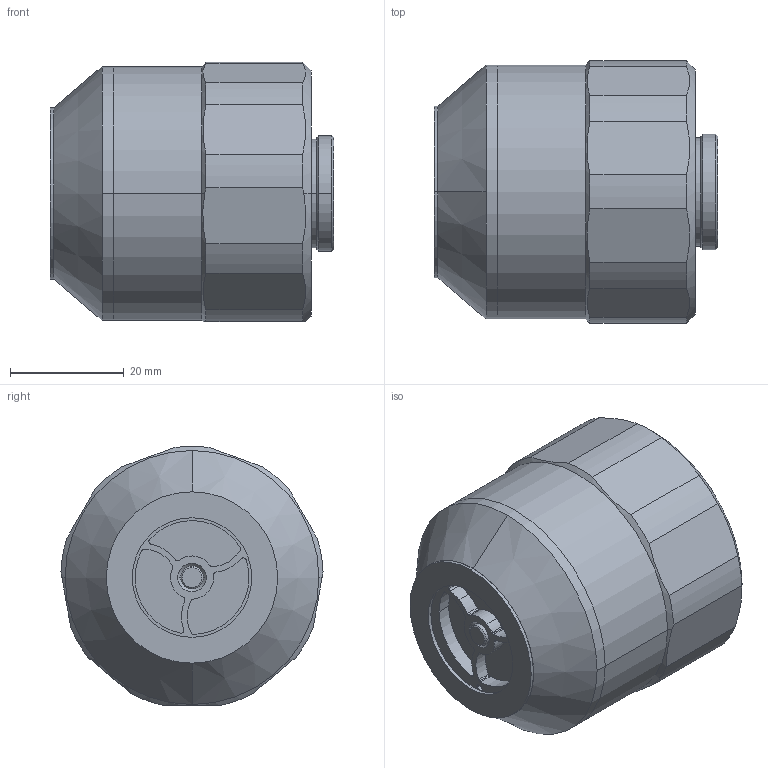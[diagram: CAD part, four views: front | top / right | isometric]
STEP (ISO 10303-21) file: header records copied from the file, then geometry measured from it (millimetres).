
FILE_DESCRIPTION (( 'STEP AP203' ), '1' );
FILE_NAME ('59884.step', '2012-01-03T18:33:16', ( 'EO' ), ( 'EO' ), 'SwSTEP 2.0', 'SolidWorks 2011', '' );
FILE_SCHEMA (( 'CONFIG_CONTROL_DESIGN' ));
Length unit declared in the file: millimetre
Products named in the file (1): 59884
Bounding box: 49.88 x 46.05 x 45.53 mm (x, y, z)
Volume: 67029.7 mm3; surface area: 11059.4 mm2
Topology: 2 solids, 3 shells, 133 faces, 323 edges, 208 vertices
Faces by surface type: cylinder 80, plane 27, cone 24, torus 2
Entity records: 4028 total; most frequent: DIRECTION 757, CARTESIAN_POINT 709, ORIENTED_EDGE 646, EDGE_CURVE 323, AXIS2_PLACEMENT_3D 322, VERTEX_POINT 208, CIRCLE 188, EDGE_LOOP 149
